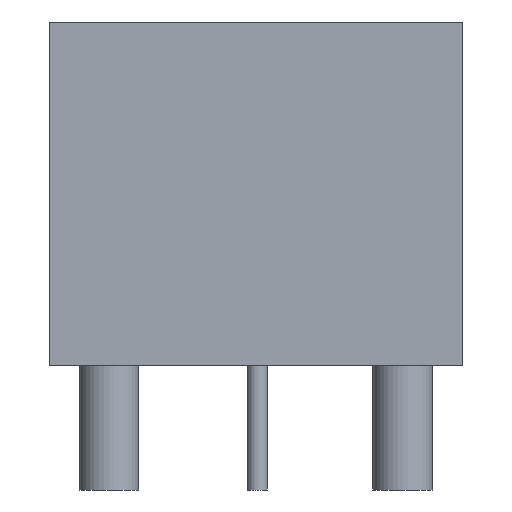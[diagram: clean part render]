
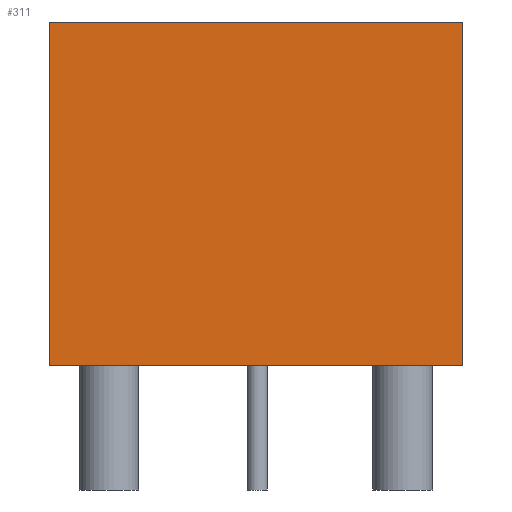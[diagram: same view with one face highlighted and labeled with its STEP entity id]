
A CAD part, left-side view. The second image highlights one B-rep face of the part: STEP entity #311.
In plain terms, the highlighted planar face has unit normal (-1, 0, 0).
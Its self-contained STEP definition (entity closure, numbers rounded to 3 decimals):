
#48 = EDGE_CURVE('',#49,#51,#53,.T.);
#49 = VERTEX_POINT('',#50);
#50 = CARTESIAN_POINT('',(-28.5,8.445,0.));
#51 = VERTEX_POINT('',#52);
#52 = CARTESIAN_POINT('',(-28.5,8.445,14.));
#53 = SURFACE_CURVE('',#54,(#58,#70),.PCURVE_S1.);
#54 = LINE('',#55,#56);
#55 = CARTESIAN_POINT('',(-28.5,8.445,0.));
#56 = VECTOR('',#57,1.);
#57 = DIRECTION('',(0.,0.,1.));
#58 = PCURVE('',#59,#64);
#59 = PLANE('',#60);
#60 = AXIS2_PLACEMENT_3D('',#61,#62,#63);
#61 = CARTESIAN_POINT('',(-28.5,8.445,0.));
#62 = DIRECTION('',(0.,1.,0.));
#63 = DIRECTION('',(1.,0.,0.));
#64 = DEFINITIONAL_REPRESENTATION('',(#65),#69);
#65 = LINE('',#66,#67);
#66 = CARTESIAN_POINT('',(0.,0.));
#67 = VECTOR('',#68,1.);
#68 = DIRECTION('',(0.,-1.));
#69 = ( GEOMETRIC_REPRESENTATION_CONTEXT(2) 
PARAMETRIC_REPRESENTATION_CONTEXT() REPRESENTATION_CONTEXT('2D SPACE',''
  ) );
#70 = PCURVE('',#71,#76);
#71 = PLANE('',#72);
#72 = AXIS2_PLACEMENT_3D('',#73,#74,#75);
#73 = CARTESIAN_POINT('',(-28.5,-8.445,0.));
#74 = DIRECTION('',(-1.,0.,0.));
#75 = DIRECTION('',(0.,1.,0.));
#76 = DEFINITIONAL_REPRESENTATION('',(#77),#81);
#77 = LINE('',#78,#79);
#78 = CARTESIAN_POINT('',(16.89,0.));
#79 = VECTOR('',#80,1.);
#80 = DIRECTION('',(0.,-1.));
#81 = ( GEOMETRIC_REPRESENTATION_CONTEXT(2) 
PARAMETRIC_REPRESENTATION_CONTEXT() REPRESENTATION_CONTEXT('2D SPACE',''
  ) );
#99 = PLANE('',#100);
#100 = AXIS2_PLACEMENT_3D('',#101,#102,#103);
#101 = CARTESIAN_POINT('',(0.,0.,14.));
#102 = DIRECTION('',(-0.,-0.,-1.));
#103 = DIRECTION('',(-1.,0.,0.));
#153 = PLANE('',#154);
#154 = AXIS2_PLACEMENT_3D('',#155,#156,#157);
#155 = CARTESIAN_POINT('',(0.,0.,0.));
#156 = DIRECTION('',(-0.,-0.,-1.));
#157 = DIRECTION('',(-1.,0.,0.));
#208 = PLANE('',#209);
#209 = AXIS2_PLACEMENT_3D('',#210,#211,#212);
#210 = CARTESIAN_POINT('',(28.5,-8.445,0.));
#211 = DIRECTION('',(0.,-1.,0.));
#212 = DIRECTION('',(-1.,0.,0.));
#246 = VERTEX_POINT('',#247);
#247 = CARTESIAN_POINT('',(-28.5,-8.445,14.));
#268 = EDGE_CURVE('',#269,#246,#271,.T.);
#269 = VERTEX_POINT('',#270);
#270 = CARTESIAN_POINT('',(-28.5,-8.445,0.));
#271 = SURFACE_CURVE('',#272,(#276,#283),.PCURVE_S1.);
#272 = LINE('',#273,#274);
#273 = CARTESIAN_POINT('',(-28.5,-8.445,0.));
#274 = VECTOR('',#275,1.);
#275 = DIRECTION('',(0.,0.,1.));
#276 = PCURVE('',#208,#277);
#277 = DEFINITIONAL_REPRESENTATION('',(#278),#282);
#278 = LINE('',#279,#280);
#279 = CARTESIAN_POINT('',(57.,0.));
#280 = VECTOR('',#281,1.);
#281 = DIRECTION('',(0.,-1.));
#282 = ( GEOMETRIC_REPRESENTATION_CONTEXT(2) 
PARAMETRIC_REPRESENTATION_CONTEXT() REPRESENTATION_CONTEXT('2D SPACE',''
  ) );
#283 = PCURVE('',#71,#284);
#284 = DEFINITIONAL_REPRESENTATION('',(#285),#289);
#285 = LINE('',#286,#287);
#286 = CARTESIAN_POINT('',(0.,0.));
#287 = VECTOR('',#288,1.);
#288 = DIRECTION('',(0.,-1.));
#289 = ( GEOMETRIC_REPRESENTATION_CONTEXT(2) 
PARAMETRIC_REPRESENTATION_CONTEXT() REPRESENTATION_CONTEXT('2D SPACE',''
  ) );
#311 = ADVANCED_FACE('',(#312),#71,.T.);
#312 = FACE_BOUND('',#313,.T.);
#313 = EDGE_LOOP('',(#314,#315,#336,#337));
#314 = ORIENTED_EDGE('',*,*,#268,.T.);
#315 = ORIENTED_EDGE('',*,*,#316,.T.);
#316 = EDGE_CURVE('',#246,#51,#317,.T.);
#317 = SURFACE_CURVE('',#318,(#322,#329),.PCURVE_S1.);
#318 = LINE('',#319,#320);
#319 = CARTESIAN_POINT('',(-28.5,-8.445,14.));
#320 = VECTOR('',#321,1.);
#321 = DIRECTION('',(0.,1.,0.));
#322 = PCURVE('',#71,#323);
#323 = DEFINITIONAL_REPRESENTATION('',(#324),#328);
#324 = LINE('',#325,#326);
#325 = CARTESIAN_POINT('',(0.,-14.));
#326 = VECTOR('',#327,1.);
#327 = DIRECTION('',(1.,0.));
#328 = ( GEOMETRIC_REPRESENTATION_CONTEXT(2) 
PARAMETRIC_REPRESENTATION_CONTEXT() REPRESENTATION_CONTEXT('2D SPACE',''
  ) );
#329 = PCURVE('',#99,#330);
#330 = DEFINITIONAL_REPRESENTATION('',(#331),#335);
#331 = LINE('',#332,#333);
#332 = CARTESIAN_POINT('',(28.5,-8.445));
#333 = VECTOR('',#334,1.);
#334 = DIRECTION('',(0.,1.));
#335 = ( GEOMETRIC_REPRESENTATION_CONTEXT(2) 
PARAMETRIC_REPRESENTATION_CONTEXT() REPRESENTATION_CONTEXT('2D SPACE',''
  ) );
#336 = ORIENTED_EDGE('',*,*,#48,.F.);
#337 = ORIENTED_EDGE('',*,*,#338,.F.);
#338 = EDGE_CURVE('',#269,#49,#339,.T.);
#339 = SURFACE_CURVE('',#340,(#344,#351),.PCURVE_S1.);
#340 = LINE('',#341,#342);
#341 = CARTESIAN_POINT('',(-28.5,-8.445,0.));
#342 = VECTOR('',#343,1.);
#343 = DIRECTION('',(0.,1.,0.));
#344 = PCURVE('',#71,#345);
#345 = DEFINITIONAL_REPRESENTATION('',(#346),#350);
#346 = LINE('',#347,#348);
#347 = CARTESIAN_POINT('',(0.,0.));
#348 = VECTOR('',#349,1.);
#349 = DIRECTION('',(1.,0.));
#350 = ( GEOMETRIC_REPRESENTATION_CONTEXT(2) 
PARAMETRIC_REPRESENTATION_CONTEXT() REPRESENTATION_CONTEXT('2D SPACE',''
  ) );
#351 = PCURVE('',#153,#352);
#352 = DEFINITIONAL_REPRESENTATION('',(#353),#357);
#353 = LINE('',#354,#355);
#354 = CARTESIAN_POINT('',(28.5,-8.445));
#355 = VECTOR('',#356,1.);
#356 = DIRECTION('',(0.,1.));
#357 = ( GEOMETRIC_REPRESENTATION_CONTEXT(2) 
PARAMETRIC_REPRESENTATION_CONTEXT() REPRESENTATION_CONTEXT('2D SPACE',''
  ) );
